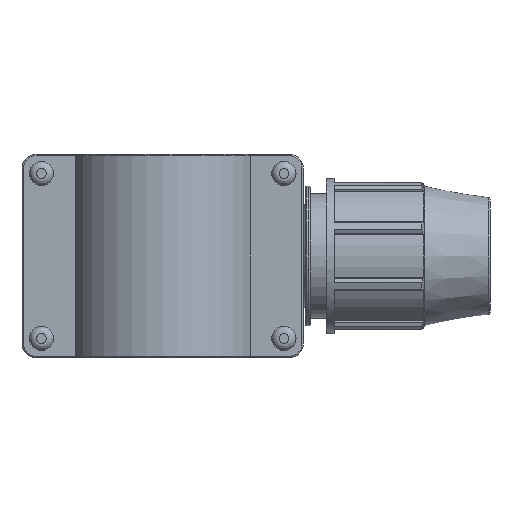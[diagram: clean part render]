
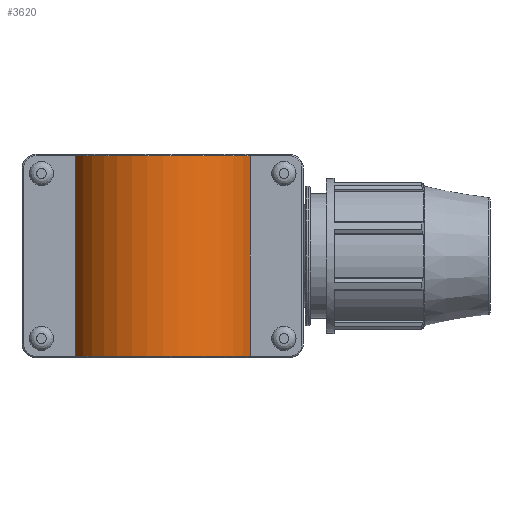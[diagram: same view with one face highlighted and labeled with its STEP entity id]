
A CAD part, front view. The second image highlights one B-rep face of the part: STEP entity #3620.
In plain terms, the highlighted cylindrical face has radius 39.375 mm (diameter 78.75 mm), a partial arc.
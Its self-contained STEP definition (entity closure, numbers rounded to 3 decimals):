
#332=LINE('',#6365,#620);
#333=LINE('',#6367,#621);
#620=VECTOR('',#4895,82.74);
#621=VECTOR('',#4898,82.74);
#852=CYLINDRICAL_SURFACE('',#3976,39.375);
#1112=FACE_OUTER_BOUND('',#1390,.T.);
#1390=EDGE_LOOP('',(#3191,#3192,#3193,#3194));
#1585=CIRCLE('',#3958,39.375);
#1586=CIRCLE('',#3961,39.375);
#1888=VERTEX_POINT('',#6305);
#1889=VERTEX_POINT('',#6310);
#1890=VERTEX_POINT('',#6317);
#1892=VERTEX_POINT('',#6326);
#2333=EDGE_CURVE('',#1888,#1889,#1585,.T.);
#2339=EDGE_CURVE('',#1892,#1890,#1586,.T.);
#2356=EDGE_CURVE('',#1888,#1890,#332,.T.);
#2357=EDGE_CURVE('',#1889,#1892,#333,.T.);
#3191=ORIENTED_EDGE('',*,*,#2333,.F.);
#3192=ORIENTED_EDGE('',*,*,#2356,.T.);
#3193=ORIENTED_EDGE('',*,*,#2339,.F.);
#3194=ORIENTED_EDGE('',*,*,#2357,.F.);
#3620=ADVANCED_FACE('',(#1112),#852,.T.);
#3958=AXIS2_PLACEMENT_3D('',#6311,#4845,#4846);
#3961=AXIS2_PLACEMENT_3D('',#6331,#4853,#4854);
#3976=AXIS2_PLACEMENT_3D('',#6366,#4896,#4897);
#4845=DIRECTION('center_axis',(0.,0.,-1.));
#4846=DIRECTION('ref_axis',(1.,0.,0.));
#4853=DIRECTION('center_axis',(0.,0.,1.));
#4854=DIRECTION('ref_axis',(1.,0.,0.));
#4895=DIRECTION('',(0.,0.,1.));
#4896=DIRECTION('center_axis',(0.,0.,1.));
#4897=DIRECTION('ref_axis',(1.,0.,0.));
#4898=DIRECTION('',(0.,0.,1.));
#6305=CARTESIAN_POINT('',(36.088,-15.75,-41.37));
#6310=CARTESIAN_POINT('',(-36.088,-15.75,-41.37));
#6311=CARTESIAN_POINT('Origin',(0.,0.,-41.37));
#6317=CARTESIAN_POINT('',(36.088,-15.75,41.37));
#6326=CARTESIAN_POINT('',(-36.088,-15.75,41.37));
#6331=CARTESIAN_POINT('Origin',(0.,0.,41.37));
#6365=CARTESIAN_POINT('',(36.088,-15.75,0.));
#6366=CARTESIAN_POINT('Origin',(0.,0.,0.));
#6367=CARTESIAN_POINT('',(-36.088,-15.75,0.));
